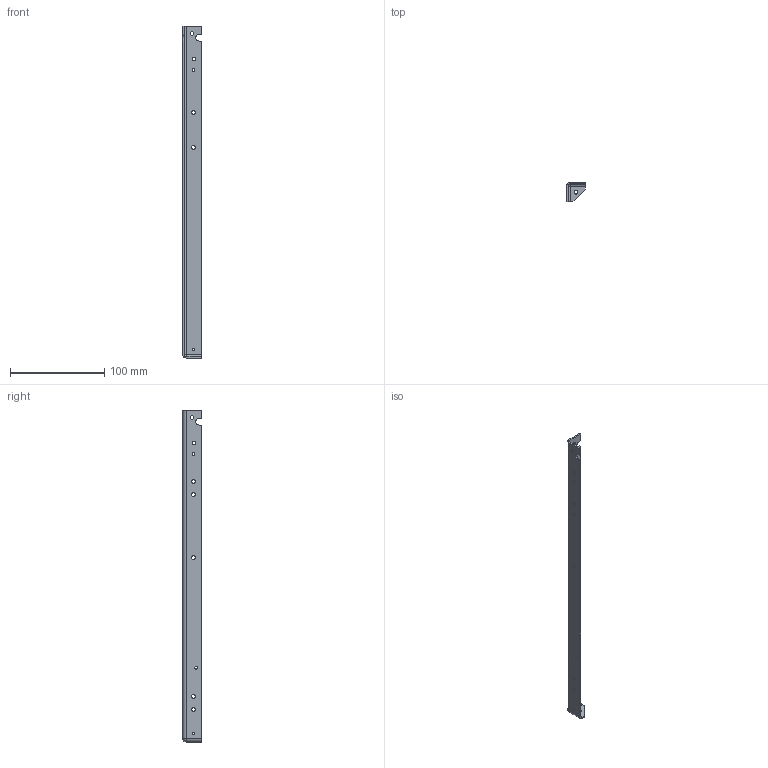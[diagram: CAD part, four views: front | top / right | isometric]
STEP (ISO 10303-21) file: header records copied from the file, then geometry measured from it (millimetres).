
FILE_DESCRIPTION(/* description */ (''),/* implementation_level */ '2;1');
FILE_NAME(/* name */ 'rack.stp',/* time_stamp */ '2020-11-19T20:26:57+03:00',/* author */ ('Max'),/* organization */ (''),/* preprocessor_version */ 'ST-DEVELOPER v16.5',/* originating_system */ 'Autodesk Inventor 2017',/* authorisation */ '');
FILE_SCHEMA (('AUTOMOTIVE_DESIGN { 1 0 10303 214 3 1 1 }'));
Length unit declared in the file: millimetre
Products named in the file (1): стойка
Bounding box: 20 x 20 x 353 mm (x, y, z)
Volume: 21536.7 mm3; surface area: 27732.8 mm2
Topology: 1 solids, 1 shells, 43 faces, 117 edges, 76 vertices
Faces by surface type: cylinder 25, plane 16, sphere 2
Full cylindrical faces by diameter (mm): 3 x5, 4 x12
Entity records: 1380 total; most frequent: DIRECTION 238, CARTESIAN_POINT 220, ORIENTED_EDGE 200, EDGE_CURVE 100, EDGE_LOOP 94, AXIS2_PLACEMENT_3D 94, VERTEX_POINT 76, FACE_BOUND 51
